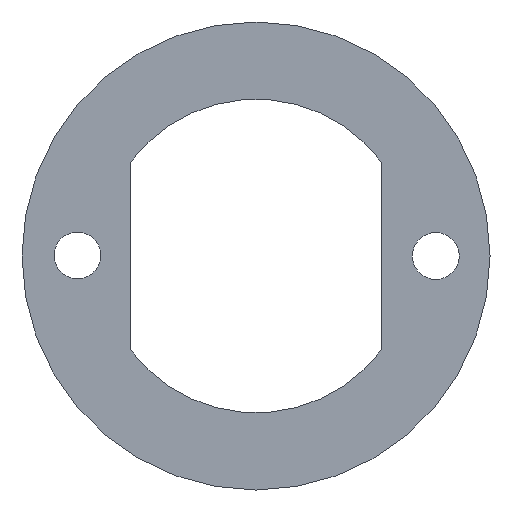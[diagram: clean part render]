
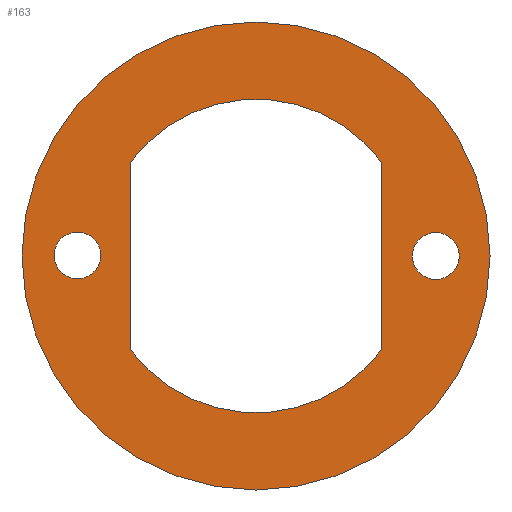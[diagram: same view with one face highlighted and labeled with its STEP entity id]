
A CAD part, front view. The second image highlights one B-rep face of the part: STEP entity #163.
In plain terms, the highlighted planar face has unit normal (0, -1, 0).
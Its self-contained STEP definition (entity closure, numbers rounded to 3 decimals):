
#20=LINE('',#266,#31);
#21=LINE('',#269,#32);
#31=VECTOR('',#215,10.);
#32=VECTOR('',#218,10.);
#42=FACE_BOUND('',#58,.T.);
#43=FACE_BOUND('',#59,.T.);
#44=FACE_BOUND('',#60,.T.);
#48=FACE_OUTER_BOUND('',#57,.T.);
#57=EDGE_LOOP('',(#117));
#58=EDGE_LOOP('',(#118));
#59=EDGE_LOOP('',(#119,#120,#121,#122));
#60=EDGE_LOOP('',(#123));
#72=CIRCLE('',#187,15.);
#73=CIRCLE('',#188,1.5);
#74=CIRCLE('',#189,10.05);
#75=CIRCLE('',#190,10.05);
#76=CIRCLE('',#191,1.5);
#82=VERTEX_POINT('',#258);
#83=VERTEX_POINT('',#260);
#84=VERTEX_POINT('',#262);
#85=VERTEX_POINT('',#263);
#86=VERTEX_POINT('',#265);
#87=VERTEX_POINT('',#267);
#88=VERTEX_POINT('',#270);
#96=EDGE_CURVE('',#82,#82,#72,.T.);
#97=EDGE_CURVE('',#83,#83,#73,.T.);
#98=EDGE_CURVE('',#84,#85,#74,.T.);
#99=EDGE_CURVE('',#86,#84,#20,.T.);
#100=EDGE_CURVE('',#87,#86,#75,.T.);
#101=EDGE_CURVE('',#85,#87,#21,.T.);
#102=EDGE_CURVE('',#88,#88,#76,.T.);
#117=ORIENTED_EDGE('',*,*,#96,.F.);
#118=ORIENTED_EDGE('',*,*,#97,.F.);
#119=ORIENTED_EDGE('',*,*,#98,.F.);
#120=ORIENTED_EDGE('',*,*,#99,.F.);
#121=ORIENTED_EDGE('',*,*,#100,.F.);
#122=ORIENTED_EDGE('',*,*,#101,.F.);
#123=ORIENTED_EDGE('',*,*,#102,.F.);
#159=PLANE('',#186);
#163=ADVANCED_FACE('',(#48,#42,#43,#44),#159,.T.);
#186=AXIS2_PLACEMENT_3D('',#257,#207,#208);
#187=AXIS2_PLACEMENT_3D('',#259,#209,#210);
#188=AXIS2_PLACEMENT_3D('',#261,#211,#212);
#189=AXIS2_PLACEMENT_3D('',#264,#213,#214);
#190=AXIS2_PLACEMENT_3D('',#268,#216,#217);
#191=AXIS2_PLACEMENT_3D('',#271,#219,#220);
#207=DIRECTION('center_axis',(0.,-1.,0.));
#208=DIRECTION('ref_axis',(1.,0.,0.));
#209=DIRECTION('center_axis',(0.,1.,0.));
#210=DIRECTION('ref_axis',(1.,0.,0.));
#211=DIRECTION('center_axis',(0.,-1.,0.));
#212=DIRECTION('ref_axis',(0.,0.,-1.));
#213=DIRECTION('center_axis',(0.,-1.,0.));
#214=DIRECTION('ref_axis',(-0.801,0.,0.599));
#215=DIRECTION('',(0.,0.,1.));
#216=DIRECTION('center_axis',(0.,-1.,0.));
#217=DIRECTION('ref_axis',(0.801,0.,-0.599));
#218=DIRECTION('',(0.,0.,-1.));
#219=DIRECTION('center_axis',(0.,-1.,0.));
#220=DIRECTION('ref_axis',(0.,0.,-1.));
#257=CARTESIAN_POINT('Origin',(-6.95,-5.,16.95));
#258=CARTESIAN_POINT('',(-21.95,-5.,16.95));
#259=CARTESIAN_POINT('Origin',(-6.95,-5.,16.95));
#260=CARTESIAN_POINT('',(-18.394,-5.,18.485));
#261=CARTESIAN_POINT('Origin',(-18.394,-5.,16.985));
#262=CARTESIAN_POINT('',(1.1,-5.,22.967));
#263=CARTESIAN_POINT('',(-15.,-5.,22.967));
#264=CARTESIAN_POINT('Origin',(-6.95,-5.,16.95));
#265=CARTESIAN_POINT('',(1.1,-5.,10.933));
#266=CARTESIAN_POINT('',(1.1,-5.,13.942));
#267=CARTESIAN_POINT('',(-15.,-5.,10.933));
#268=CARTESIAN_POINT('Origin',(-6.95,-5.,16.95));
#269=CARTESIAN_POINT('',(-15.,-5.,19.958));
#270=CARTESIAN_POINT('',(4.575,-5.,18.45));
#271=CARTESIAN_POINT('Origin',(4.575,-5.,16.95));
